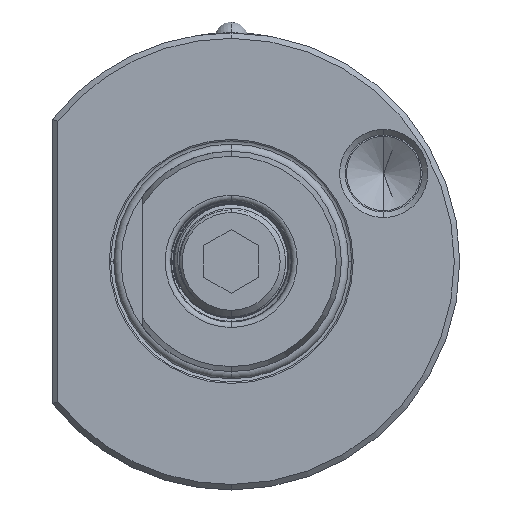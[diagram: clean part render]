
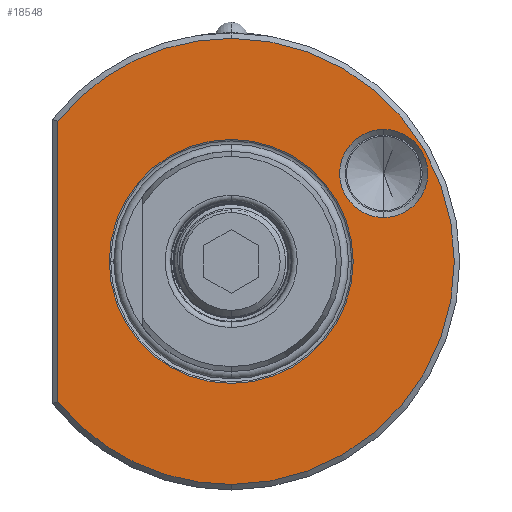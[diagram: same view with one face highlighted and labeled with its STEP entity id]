
A CAD part, left-side view. The second image highlights one B-rep face of the part: STEP entity #18548.
In plain terms, the highlighted planar face has unit normal (-1, 0, 0).
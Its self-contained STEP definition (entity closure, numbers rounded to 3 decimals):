
#544 = CIRCLE ( 'NONE', #21880, 8. ) ;
#682 = CIRCLE ( 'NONE', #21916, 22.15 ) ;
#814 = CIRCLE ( 'NONE', #21933, 40.5 ) ;
#875 = CIRCLE ( 'NONE', #21942, 40.5 ) ;
#883 = CIRCLE ( 'NONE', #21946, 22.15 ) ;
#888 = CIRCLE ( 'NONE', #21977, 40.5 ) ;
#893 = LINE ( 'NONE', #16901, #902 ) ;
#902 = VECTOR ( 'NONE', #16840, 1000. ) ;
#958 = CIRCLE ( 'NONE', #21975, 8. ) ;
#2314 = VERTEX_POINT ( 'NONE', #41717 ) ;
#2323 = VERTEX_POINT ( 'NONE', #41688 ) ;
#2333 = VERTEX_POINT ( 'NONE', #41710 ) ;
#2650 = VERTEX_POINT ( 'NONE', #41762 ) ;
#14514 = DIRECTION ( 'NONE',  ( 0., 0., 1. ) ) ;
#14545 = CARTESIAN_POINT ( 'NONE',  ( 1.5, -27.68, 15.97 ) ) ;
#14607 = DIRECTION ( 'NONE',  ( 1., 0., 0. ) ) ;
#16840 = DIRECTION ( 'NONE',  ( 0., 0., -1. ) ) ;
#16901 = CARTESIAN_POINT ( 'NONE',  ( 1.5, 31.5, 0. ) ) ;
#17436 = DIRECTION ( 'NONE',  ( -1., 0., 0. ) ) ;
#17457 = CARTESIAN_POINT ( 'NONE',  ( 1.5, 0., 0. ) ) ;
#17471 = DIRECTION ( 'NONE',  ( 1., 0., 0. ) ) ;
#17492 = DIRECTION ( 'NONE',  ( 0., 1., 0. ) ) ;
#17498 = DIRECTION ( 'NONE',  ( 0., 0., 1. ) ) ;
#17508 = CARTESIAN_POINT ( 'NONE',  ( 1.5, 0., 0. ) ) ;
#18548 = ADVANCED_FACE ( 'NONE', ( #36037, #36076, #36073 ), #33819, .T. ) ;
#20161 = CARTESIAN_POINT ( 'NONE',  ( 1.5, -22.15, 0. ) ) ;
#20169 = CARTESIAN_POINT ( 'NONE',  ( 1.5, -27.68, 23.97 ) ) ;
#20267 = CARTESIAN_POINT ( 'NONE',  ( 1.5, -27.68, 7.97 ) ) ;
#20387 = CARTESIAN_POINT ( 'NONE',  ( 1.5, 22.15, 0. ) ) ;
#21880 = AXIS2_PLACEMENT_3D ( 'NONE', #25744, #25699, #25756 ) ;
#21916 = AXIS2_PLACEMENT_3D ( 'NONE', #35303, #35283, #35293 ) ;
#21933 = AXIS2_PLACEMENT_3D ( 'NONE', #26792, #26798, #26771 ) ;
#21942 = AXIS2_PLACEMENT_3D ( 'NONE', #27611, #27594, #27597 ) ;
#21946 = AXIS2_PLACEMENT_3D ( 'NONE', #17457, #17471, #17492 ) ;
#21975 = AXIS2_PLACEMENT_3D ( 'NONE', #14545, #14607, #14514 ) ;
#21977 = AXIS2_PLACEMENT_3D ( 'NONE', #17508, #17436, #17498 ) ;
#25699 = DIRECTION ( 'NONE',  ( 1., 0., 0. ) ) ;
#25744 = CARTESIAN_POINT ( 'NONE',  ( 1.5, -27.68, 15.97 ) ) ;
#25756 = DIRECTION ( 'NONE',  ( 0., 0., 1. ) ) ;
#26771 = DIRECTION ( 'NONE',  ( 0., 0., 1. ) ) ;
#26792 = CARTESIAN_POINT ( 'NONE',  ( 1.5, 0., 0. ) ) ;
#26798 = DIRECTION ( 'NONE',  ( -1., 0., 0. ) ) ;
#27594 = DIRECTION ( 'NONE',  ( -1., 0., 0. ) ) ;
#27597 = DIRECTION ( 'NONE',  ( 0., 0., 1. ) ) ;
#27611 = CARTESIAN_POINT ( 'NONE',  ( 1.5, 0., 0. ) ) ;
#32883 = EDGE_CURVE ( 'NONE', #39011, #39097, #544, .T. ) ;
#32970 = EDGE_CURVE ( 'NONE', #39038, #39216, #682, .T. ) ;
#33129 = EDGE_CURVE ( 'NONE', #2333, #2314, #814, .T. ) ;
#33195 = EDGE_CURVE ( 'NONE', #2314, #2323, #875, .T. ) ;
#33268 = EDGE_CURVE ( 'NONE', #2323, #2650, #893, .T. ) ;
#33291 = EDGE_CURVE ( 'NONE', #39216, #39038, #883, .T. ) ;
#33296 = EDGE_CURVE ( 'NONE', #2650, #2333, #888, .T. ) ;
#33328 = EDGE_CURVE ( 'NONE', #39097, #39011, #958, .T. ) ;
#33740 = AXIS2_PLACEMENT_3D ( 'NONE', #33854, #33847, #33842 ) ;
#33819 = PLANE ( 'NONE',  #33740 ) ;
#33842 = DIRECTION ( 'NONE',  ( 0., 0., 1. ) ) ;
#33847 = DIRECTION ( 'NONE',  ( -1., 0., 0. ) ) ;
#33854 = CARTESIAN_POINT ( 'NONE',  ( 1.5, 20., 0. ) ) ;
#35283 = DIRECTION ( 'NONE',  ( 1., 0., 0. ) ) ;
#35293 = DIRECTION ( 'NONE',  ( 0., 1., 0. ) ) ;
#35303 = CARTESIAN_POINT ( 'NONE',  ( 1.5, 0., 0. ) ) ;
#36037 = FACE_BOUND ( 'NONE', #46809, .T. ) ;
#36073 = FACE_OUTER_BOUND ( 'NONE', #46819, .T. ) ;
#36076 = FACE_BOUND ( 'NONE', #46811, .T. ) ;
#37556 = ORIENTED_EDGE ( 'NONE', *, *, #32883, .T. ) ;
#37567 = ORIENTED_EDGE ( 'NONE', *, *, #33195, .T. ) ;
#37585 = ORIENTED_EDGE ( 'NONE', *, *, #33129, .T. ) ;
#37600 = ORIENTED_EDGE ( 'NONE', *, *, #32970, .T. ) ;
#37614 = ORIENTED_EDGE ( 'NONE', *, *, #33296, .T. ) ;
#37649 = ORIENTED_EDGE ( 'NONE', *, *, #33328, .T. ) ;
#37653 = ORIENTED_EDGE ( 'NONE', *, *, #33268, .T. ) ;
#37675 = ORIENTED_EDGE ( 'NONE', *, *, #33291, .T. ) ;
#39011 = VERTEX_POINT ( 'NONE', #20169 ) ;
#39038 = VERTEX_POINT ( 'NONE', #20161 ) ;
#39097 = VERTEX_POINT ( 'NONE', #20267 ) ;
#39216 = VERTEX_POINT ( 'NONE', #20387 ) ;
#41688 = CARTESIAN_POINT ( 'NONE',  ( 1.5, 31.5, 25.456 ) ) ;
#41710 = CARTESIAN_POINT ( 'NONE',  ( 1.5, 0., -40.5 ) ) ;
#41717 = CARTESIAN_POINT ( 'NONE',  ( 1.5, 0., 40.5 ) ) ;
#41762 = CARTESIAN_POINT ( 'NONE',  ( 1.5, 31.5, -25.456 ) ) ;
#46809 = EDGE_LOOP ( 'NONE', ( #37600, #37675 ) ) ;
#46811 = EDGE_LOOP ( 'NONE', ( #37556, #37649 ) ) ;
#46819 = EDGE_LOOP ( 'NONE', ( #37614, #37585, #37567, #37653 ) ) ;
